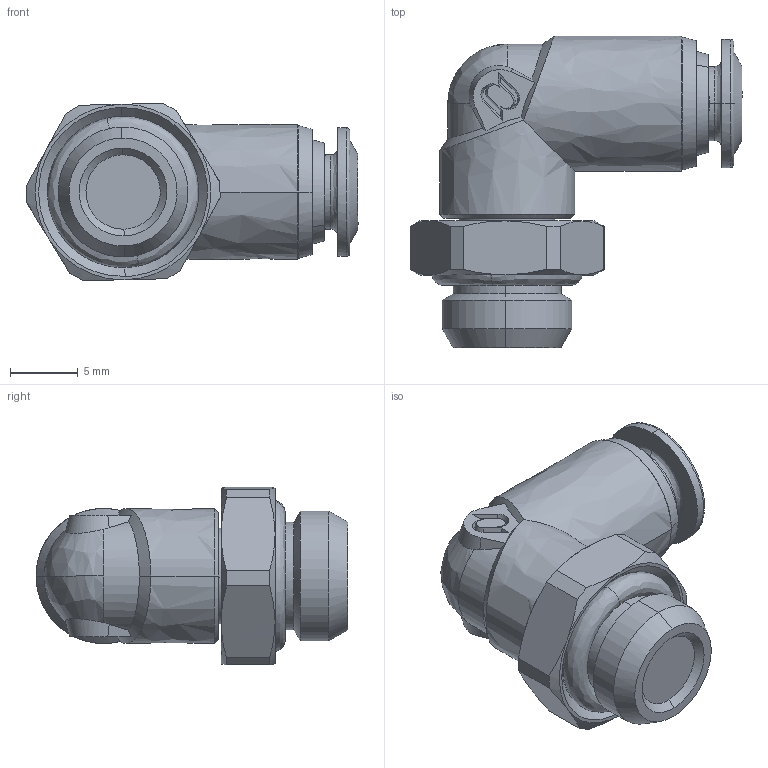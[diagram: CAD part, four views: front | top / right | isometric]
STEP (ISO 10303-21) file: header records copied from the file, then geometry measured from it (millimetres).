
FILE_DESCRIPTION (( 'STEP AP214' ), '1' );
FILE_NAME ('PL04-G01_ME.STEP', '2018-09-03T13:45:49', ( '' ), ( '' ), 'SwSTEP 2.0', 'SolidWorks 2018', '' );
FILE_SCHEMA (( 'AUTOMOTIVE_DESIGN' ));
Length unit declared in the file: millimetre
Products named in the file (1): PL04-G01_ME
Bounding box: 24.59 x 23.1 x 13.14 mm (x, y, z)
Volume: 2715.2 mm3; surface area: 1629.5 mm2
Topology: 1 solids, 1 shells, 127 faces, 326 edges, 213 vertices
Faces by surface type: bspline 127
Entity records: 6442 total; most frequent: CARTESIAN_POINT 3812, ORIENTED_EDGE 648, EDGE_CURVE 324, B_SPLINE_CURVE_WITH_KNOTS 263, VERTEX_POINT 213, EDGE_LOOP 141, ADVANCED_FACE 127, FACE_OUTER_BOUND 127
